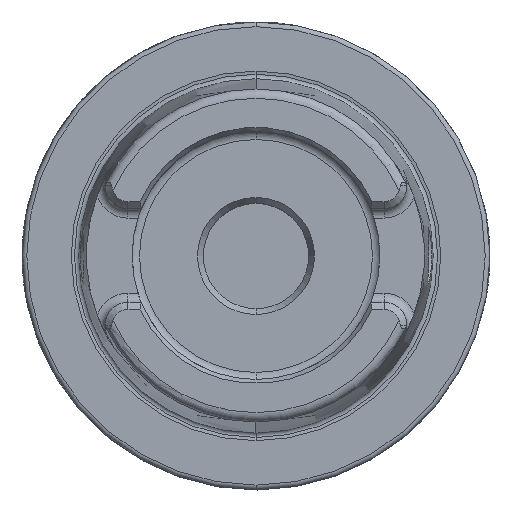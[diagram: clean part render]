
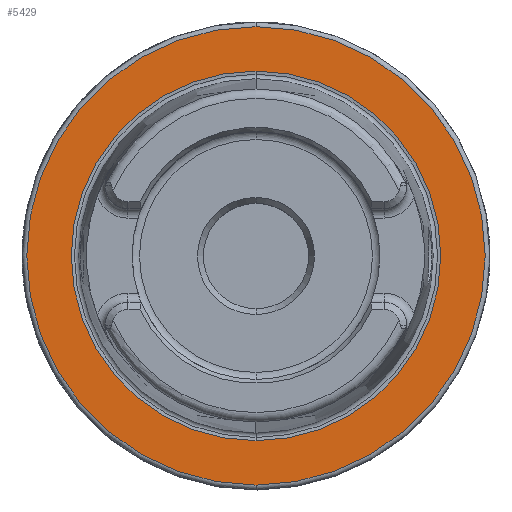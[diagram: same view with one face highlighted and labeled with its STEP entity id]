
A CAD part, top view. The second image highlights one B-rep face of the part: STEP entity #5429.
In plain terms, the highlighted planar face has unit normal (0, 0, 1).
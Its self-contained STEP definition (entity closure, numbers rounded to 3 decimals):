
#1122=CARTESIAN_POINT('',(0,0,29));
#1123=DIRECTION('',(0,0,1));
#1124=DIRECTION('',(0,1,0));
#1125=AXIS2_PLACEMENT_3D('',#1122,#1123,#1124);
#1127=CARTESIAN_POINT('',(0,0,29));
#1128=DIRECTION('',(0,0,-1));
#1129=DIRECTION('',(0,1,0));
#1130=AXIS2_PLACEMENT_3D('',#1127,#1128,#1129);
#1132=CARTESIAN_POINT('',(0,0,29));
#1133=DIRECTION('',(0,0,1));
#1134=DIRECTION('',(0,1,0));
#1135=AXIS2_PLACEMENT_3D('',#1132,#1133,#1134);
#1137=CARTESIAN_POINT('',(0,0,29));
#1138=DIRECTION('',(0,0,1));
#1139=DIRECTION('',(0,-1,0));
#1140=AXIS2_PLACEMENT_3D('',#1137,#1138,#1139);
#3787=CARTESIAN_POINT('',(0,39.499,29));
#3789=VERTEX_POINT('',#3787);
#3823=CARTESIAN_POINT('',(0,-39.499,29));
#3825=VERTEX_POINT('',#3823);
#3835=CARTESIAN_POINT('',(0,49,29));
#3836=CARTESIAN_POINT('',(0.,-49,29));
#3837=VERTEX_POINT('',#3835);
#3838=VERTEX_POINT('',#3836);
#5414=CARTESIAN_POINT('',(0,0,29));
#5415=DIRECTION('',(0,0,-1));
#5416=DIRECTION('',(0,-1,0));
#5417=AXIS2_PLACEMENT_3D('',#5414,#5415,#5416);
#5418=PLANE('',#5417);
#5420=ORIENTED_EDGE('',*,*,#5419,.F.);
#5422=ORIENTED_EDGE('',*,*,#5421,.F.);
#5423=EDGE_LOOP('',(#5420,#5422));
#5424=FACE_OUTER_BOUND('',#5423,.F.);
#5425=ORIENTED_EDGE('',*,*,#5396,.T.);
#5426=ORIENTED_EDGE('',*,*,#5407,.F.);
#5427=EDGE_LOOP('',(#5425,#5426));
#5428=FACE_BOUND('',#5427,.F.);
#5429=ADVANCED_FACE('',(#5424,#5428),#5418,.F.);
#1126=CIRCLE('',#1125,39.499);
#1131=CIRCLE('',#1130,39.499);
#1136=CIRCLE('',#1135,49);
#1141=CIRCLE('',#1140,49);
#5396=EDGE_CURVE('',#3789,#3825,#1126,.T.);
#5407=EDGE_CURVE('',#3789,#3825,#1131,.T.);
#5419=EDGE_CURVE('',#3837,#3838,#1136,.T.);
#5421=EDGE_CURVE('',#3838,#3837,#1141,.T.);
